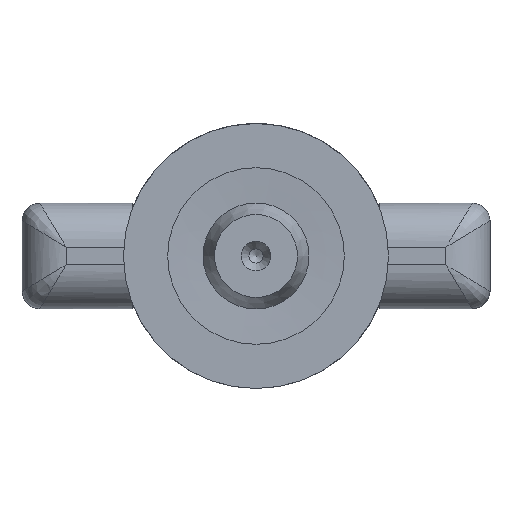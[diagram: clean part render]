
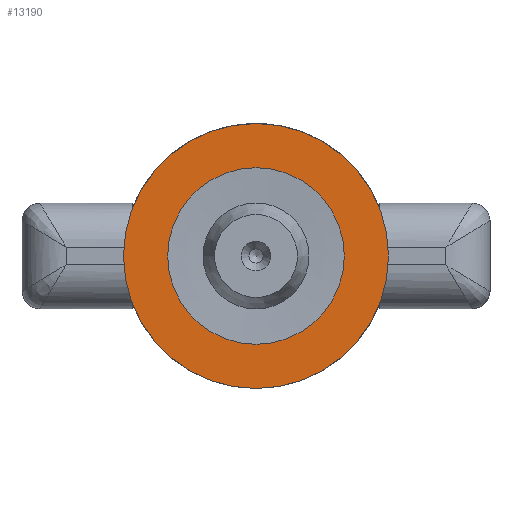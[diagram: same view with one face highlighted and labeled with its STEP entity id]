
A CAD part, front view. The second image highlights one B-rep face of the part: STEP entity #13190.
In plain terms, the highlighted face is planar.
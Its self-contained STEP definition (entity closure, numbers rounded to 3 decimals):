
#3078=PLANE('',#14179);
#3252=FACE_BOUND('',#4861,.T.);
#4015=FACE_OUTER_BOUND('',#4860,.T.);
#4860=EDGE_LOOP('',(#12381));
#4861=EDGE_LOOP('',(#12382));
#5197=CIRCLE('',#14162,15.);
#5204=CIRCLE('',#14176,10.);
#6485=VERTEX_POINT('',#41449);
#6492=VERTEX_POINT('',#41470);
#8449=EDGE_CURVE('',#6485,#6485,#5197,.T.);
#8456=EDGE_CURVE('',#6492,#6492,#5204,.T.);
#12381=ORIENTED_EDGE('',*,*,#8449,.T.);
#12382=ORIENTED_EDGE('',*,*,#8456,.F.);
#13190=ADVANCED_FACE('',(#4015,#3252),#3078,.F.);
#14162=AXIS2_PLACEMENT_3D('',#41450,#16788,#16789);
#14176=AXIS2_PLACEMENT_3D('',#41471,#16816,#16817);
#14179=AXIS2_PLACEMENT_3D('',#41475,#16822,#16823);
#16788=DIRECTION('center_axis',(0.,0.,-1.));
#16789=DIRECTION('ref_axis',(-1.,0.,0.));
#16816=DIRECTION('center_axis',(0.,0.,-1.));
#16817=DIRECTION('ref_axis',(-1.,0.,0.));
#16822=DIRECTION('center_axis',(0.,0.,1.));
#16823=DIRECTION('ref_axis',(1.,0.,0.));
#41449=CARTESIAN_POINT('',(15.,0.,0.));
#41450=CARTESIAN_POINT('Origin',(0.,0.,0.));
#41470=CARTESIAN_POINT('',(10.,0.,0.));
#41471=CARTESIAN_POINT('Origin',(0.,0.,0.));
#41475=CARTESIAN_POINT('Origin',(0.,0.,0.));
